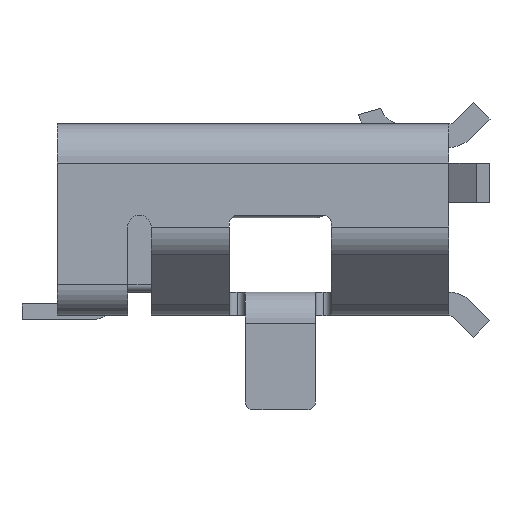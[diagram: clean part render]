
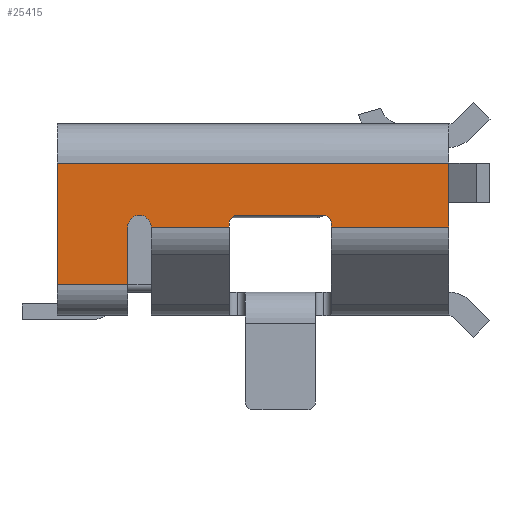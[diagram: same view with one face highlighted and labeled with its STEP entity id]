
A CAD part, left-side view. The second image highlights one B-rep face of the part: STEP entity #25415.
In plain terms, the highlighted planar face has unit normal (-1, 0, 0).
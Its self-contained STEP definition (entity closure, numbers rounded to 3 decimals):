
#391 = VERTEX_POINT ( 'NONE', #14118 ) ;
#1583 = VERTEX_POINT ( 'NONE', #14647 ) ;
#1797 = CARTESIAN_POINT ( 'NONE',  ( -3.75, 2.5, -0.825 ) ) ;
#2588 = VECTOR ( 'NONE', #22640, 1000. ) ;
#2784 = LINE ( 'NONE', #8713, #10075 ) ;
#2883 = ORIENTED_EDGE ( 'NONE', *, *, #19290, .F. ) ;
#3036 = LINE ( 'NONE', #7416, #9497 ) ;
#3113 = CARTESIAN_POINT ( 'NONE',  ( -3.75, 2.5, -0.092 ) ) ;
#3234 = VERTEX_POINT ( 'NONE', #5303 ) ;
#3870 = ORIENTED_EDGE ( 'NONE', *, *, #19786, .T. ) ;
#4115 = DIRECTION ( 'NONE',  ( 0., 1., 0. ) ) ;
#4123 = ORIENTED_EDGE ( 'NONE', *, *, #8248, .T. ) ;
#4211 = VECTOR ( 'NONE', #4750, 1000. ) ;
#4476 = VERTEX_POINT ( 'NONE', #16105 ) ;
#4620 = CARTESIAN_POINT ( 'NONE',  ( -3.75, 1.45, 0.058 ) ) ;
#4750 = DIRECTION ( 'NONE',  ( 0., 0., -1. ) ) ;
#4992 = VECTOR ( 'NONE', #6033, 1000. ) ;
#5303 = CARTESIAN_POINT ( 'NONE',  ( -3.75, -2.5, 0.725 ) ) ;
#5361 = CARTESIAN_POINT ( 'NONE',  ( -3.75, 0.2, 0.058 ) ) ;
#5377 = VERTEX_POINT ( 'NONE', #15147 ) ;
#5641 = CARTESIAN_POINT ( 'NONE',  ( -3.75, 1.45, -0.092 ) ) ;
#5821 = ORIENTED_EDGE ( 'NONE', *, *, #21729, .T. ) ;
#6033 = DIRECTION ( 'NONE',  ( 0., 1., 0. ) ) ;
#6195 = CARTESIAN_POINT ( 'NONE',  ( -3.75, -2.5, -0.092 ) ) ;
#6338 = DIRECTION ( 'NONE',  ( 0., 0., -1. ) ) ;
#6438 = CARTESIAN_POINT ( 'NONE',  ( -3.75, 2.5, 0.725 ) ) ;
#6447 = CARTESIAN_POINT ( 'NONE',  ( -3.75, -2.5, 0.725 ) ) ;
#6464 = EDGE_CURVE ( 'NONE', #1583, #16619, #22916, .T. ) ;
#6849 = EDGE_CURVE ( 'NONE', #4476, #9517, #27796, .T. ) ;
#6886 = DIRECTION ( 'NONE',  ( 0., 0., -1. ) ) ;
#7024 = CARTESIAN_POINT ( 'NONE',  ( -3.75, 1.6, 0.058 ) ) ;
#7097 = DIRECTION ( 'NONE',  ( 0., 1., 0. ) ) ;
#7267 = ORIENTED_EDGE ( 'NONE', *, *, #9742, .F. ) ;
#7351 = VECTOR ( 'NONE', #9674, 1000. ) ;
#7416 = CARTESIAN_POINT ( 'NONE',  ( -3.75, -2.5, -0.092 ) ) ;
#7698 = DIRECTION ( 'NONE',  ( 0., 1., 0. ) ) ;
#7709 = ORIENTED_EDGE ( 'NONE', *, *, #9402, .F. ) ;
#7725 = AXIS2_PLACEMENT_3D ( 'NONE', #22730, #12106, #9697 ) ;
#7851 = EDGE_CURVE ( 'NONE', #3234, #15047, #8723, .T. ) ;
#8053 = EDGE_CURVE ( 'NONE', #20419, #391, #9961, .T. ) ;
#8248 = EDGE_CURVE ( 'NONE', #3234, #19124, #17321, .T. ) ;
#8574 = DIRECTION ( 'NONE',  ( 0., -1., 0. ) ) ;
#8661 = ORIENTED_EDGE ( 'NONE', *, *, #16683, .T. ) ;
#8713 = CARTESIAN_POINT ( 'NONE',  ( -3.75, -1., 0.058 ) ) ;
#8723 = LINE ( 'NONE', #6195, #27189 ) ;
#8850 = LINE ( 'NONE', #7024, #4211 ) ;
#9022 = LINE ( 'NONE', #20221, #13455 ) ;
#9402 = EDGE_CURVE ( 'NONE', #13496, #26264, #24720, .T. ) ;
#9497 = VECTOR ( 'NONE', #7698, 1000. ) ;
#9517 = VERTEX_POINT ( 'NONE', #1797 ) ;
#9674 = DIRECTION ( 'NONE',  ( 0., 1., 0. ) ) ;
#9697 = DIRECTION ( 'NONE',  ( 0., 1., 0. ) ) ;
#9701 = AXIS2_PLACEMENT_3D ( 'NONE', #14031, #11897, #7097 ) ;
#9742 = EDGE_CURVE ( 'NONE', #15047, #13496, #9022, .T. ) ;
#9886 = CARTESIAN_POINT ( 'NONE',  ( -3.75, 0.3, 0.058 ) ) ;
#9961 = CIRCLE ( 'NONE', #7725, 0.1 ) ;
#10075 = VECTOR ( 'NONE', #6886, 1000. ) ;
#11036 = DIRECTION ( 'NONE',  ( 0., 0., -1. ) ) ;
#11315 = FACE_OUTER_BOUND ( 'NONE', #26773, .T. ) ;
#11897 = DIRECTION ( 'NONE',  ( 1., 0., 0. ) ) ;
#11992 = DIRECTION ( 'NONE',  ( 0., 1., 0. ) ) ;
#12106 = DIRECTION ( 'NONE',  ( 1., 0., 0. ) ) ;
#12599 = DIRECTION ( 'NONE',  ( 0., 1., 0. ) ) ;
#12698 = AXIS2_PLACEMENT_3D ( 'NONE', #25101, #25379, #12599 ) ;
#12784 = ORIENTED_EDGE ( 'NONE', *, *, #6849, .F. ) ;
#13036 = CARTESIAN_POINT ( 'NONE',  ( -3.75, -0.9, 0.058 ) ) ;
#13385 = LINE ( 'NONE', #26319, #18579 ) ;
#13455 = VECTOR ( 'NONE', #11036, 1000. ) ;
#13496 = VERTEX_POINT ( 'NONE', #18963 ) ;
#13575 = ORIENTED_EDGE ( 'NONE', *, *, #7851, .F. ) ;
#14031 = CARTESIAN_POINT ( 'NONE',  ( -3.75, 0.2, -0.042 ) ) ;
#14118 = CARTESIAN_POINT ( 'NONE',  ( -3.75, -1., -0.042 ) ) ;
#14268 = ORIENTED_EDGE ( 'NONE', *, *, #18231, .F. ) ;
#14647 = CARTESIAN_POINT ( 'NONE',  ( -3.75, 0.3, -0.092 ) ) ;
#15047 = VERTEX_POINT ( 'NONE', #26971 ) ;
#15147 = CARTESIAN_POINT ( 'NONE',  ( -3.75, 1.6, -0.092 ) ) ;
#16105 = CARTESIAN_POINT ( 'NONE',  ( -3.75, 1.6, -0.825 ) ) ;
#16245 = CARTESIAN_POINT ( 'NONE',  ( -3.75, -2.5, -0.092 ) ) ;
#16619 = VERTEX_POINT ( 'NONE', #26322 ) ;
#16683 = EDGE_CURVE ( 'NONE', #391, #26264, #2784, .T. ) ;
#17229 = ORIENTED_EDGE ( 'NONE', *, *, #24319, .T. ) ;
#17321 = LINE ( 'NONE', #6447, #4992 ) ;
#17484 = AXIS2_PLACEMENT_3D ( 'NONE', #16245, #26785, #19953 ) ;
#17971 = LINE ( 'NONE', #3113, #26567 ) ;
#17992 = VERTEX_POINT ( 'NONE', #5361 ) ;
#18039 = EDGE_CURVE ( 'NONE', #24888, #18273, #22733, .T. ) ;
#18113 = ORIENTED_EDGE ( 'NONE', *, *, #25432, .T. ) ;
#18115 = PLANE ( 'NONE',  #17484 ) ;
#18190 = CARTESIAN_POINT ( 'NONE',  ( -3.75, -2.5, -0.092 ) ) ;
#18204 = CARTESIAN_POINT ( 'NONE',  ( -3.75, 1.3, -0.092 ) ) ;
#18231 = EDGE_CURVE ( 'NONE', #5377, #4476, #8850, .T. ) ;
#18273 = VERTEX_POINT ( 'NONE', #18204 ) ;
#18579 = VECTOR ( 'NONE', #8574, 1000. ) ;
#18963 = CARTESIAN_POINT ( 'NONE',  ( -3.75, -2.5, -0.092 ) ) ;
#19124 = VERTEX_POINT ( 'NONE', #6438 ) ;
#19290 = EDGE_CURVE ( 'NONE', #1583, #18273, #3036, .T. ) ;
#19786 = EDGE_CURVE ( 'NONE', #5377, #24888, #24933, .T. ) ;
#19953 = DIRECTION ( 'NONE',  ( 0., 1., 0. ) ) ;
#20221 = CARTESIAN_POINT ( 'NONE',  ( -3.75, -2.5, -0.092 ) ) ;
#20419 = VERTEX_POINT ( 'NONE', #13036 ) ;
#20563 = CIRCLE ( 'NONE', #9701, 0.1 ) ;
#21250 = CARTESIAN_POINT ( 'NONE',  ( -3.75, -0.327, -0.825 ) ) ;
#21729 = EDGE_CURVE ( 'NONE', #17992, #20419, #13385, .T. ) ;
#22640 = DIRECTION ( 'NONE',  ( 0., 0., 1. ) ) ;
#22653 = CARTESIAN_POINT ( 'NONE',  ( -3.75, -1., -0.092 ) ) ;
#22730 = CARTESIAN_POINT ( 'NONE',  ( -3.75, -0.9, -0.042 ) ) ;
#22733 = CIRCLE ( 'NONE', #26846, 0.15 ) ;
#22916 = LINE ( 'NONE', #9886, #2588 ) ;
#24159 = ORIENTED_EDGE ( 'NONE', *, *, #8053, .T. ) ;
#24319 = EDGE_CURVE ( 'NONE', #16619, #17992, #20563, .T. ) ;
#24720 = LINE ( 'NONE', #18190, #7351 ) ;
#24888 = VERTEX_POINT ( 'NONE', #4620 ) ;
#24933 = CIRCLE ( 'NONE', #12698, 0.15 ) ;
#25101 = CARTESIAN_POINT ( 'NONE',  ( -3.75, 1.45, -0.092 ) ) ;
#25379 = DIRECTION ( 'NONE',  ( 1., 0., 0. ) ) ;
#25415 = ADVANCED_FACE ( 'NONE', ( #11315 ), #18115, .F. ) ;
#25432 = EDGE_CURVE ( 'NONE', #19124, #9517, #17971, .T. ) ;
#25558 = ORIENTED_EDGE ( 'NONE', *, *, #18039, .T. ) ;
#25680 = VECTOR ( 'NONE', #4115, 1000. ) ;
#26264 = VERTEX_POINT ( 'NONE', #22653 ) ;
#26319 = CARTESIAN_POINT ( 'NONE',  ( -3.75, 0.3, 0.058 ) ) ;
#26322 = CARTESIAN_POINT ( 'NONE',  ( -3.75, 0.3, -0.042 ) ) ;
#26503 = DIRECTION ( 'NONE',  ( 0., 0., -1. ) ) ;
#26567 = VECTOR ( 'NONE', #26503, 1000. ) ;
#26773 = EDGE_LOOP ( 'NONE', ( #27288, #17229, #5821, #24159, #8661, #7709, #7267, #13575, #4123, #18113, #12784, #14268, #3870, #25558, #2883 ) ) ;
#26785 = DIRECTION ( 'NONE',  ( 1., 0., 0. ) ) ;
#26846 = AXIS2_PLACEMENT_3D ( 'NONE', #5641, #27201, #11992 ) ;
#26971 = CARTESIAN_POINT ( 'NONE',  ( -3.75, -2.5, 0.225 ) ) ;
#27189 = VECTOR ( 'NONE', #6338, 1000. ) ;
#27201 = DIRECTION ( 'NONE',  ( 1., 0., 0. ) ) ;
#27288 = ORIENTED_EDGE ( 'NONE', *, *, #6464, .T. ) ;
#27796 = LINE ( 'NONE', #21250, #25680 ) ;
